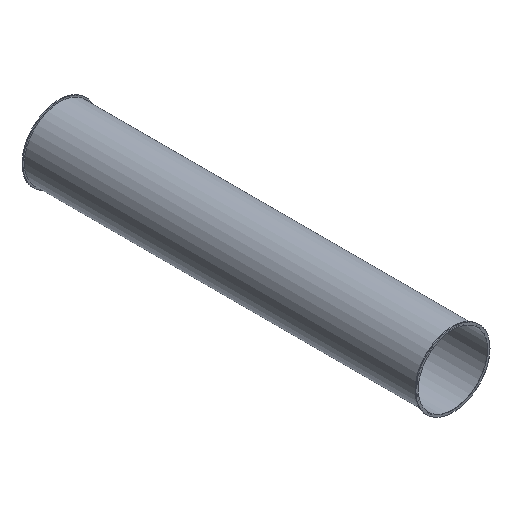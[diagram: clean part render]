
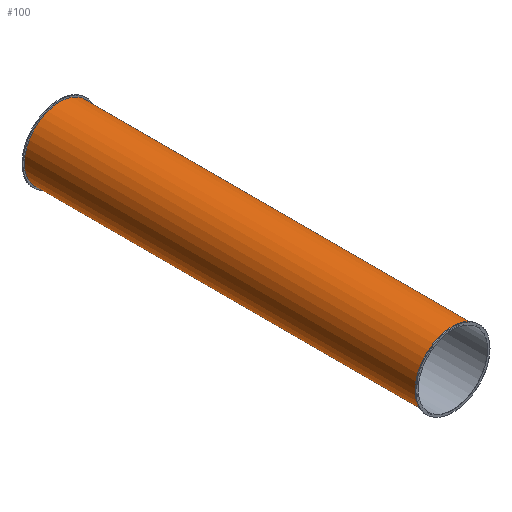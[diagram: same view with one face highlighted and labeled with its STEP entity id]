
A CAD part, isometric view. The second image highlights one B-rep face of the part: STEP entity #100.
In plain terms, the highlighted cylindrical face has radius 89 mm (diameter 178 mm), a full revolution.
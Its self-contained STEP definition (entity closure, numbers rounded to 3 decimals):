
#17=CYLINDRICAL_SURFACE('',#116,89.);
#24=FACE_BOUND('',#46,.T.);
#32=FACE_OUTER_BOUND('',#45,.T.);
#45=EDGE_LOOP('',(#85));
#46=EDGE_LOOP('',(#86));
#56=CIRCLE('',#115,89.);
#57=CIRCLE('',#117,89.);
#64=VERTEX_POINT('',#171);
#65=VERTEX_POINT('',#174);
#72=EDGE_CURVE('',#64,#64,#56,.T.);
#73=EDGE_CURVE('',#65,#65,#57,.T.);
#85=ORIENTED_EDGE('',*,*,#72,.T.);
#86=ORIENTED_EDGE('',*,*,#73,.F.);
#100=ADVANCED_FACE('',(#32,#24),#17,.T.);
#115=AXIS2_PLACEMENT_3D('',#172,#143,#144);
#116=AXIS2_PLACEMENT_3D('',#173,#145,#146);
#117=AXIS2_PLACEMENT_3D('',#175,#147,#148);
#143=DIRECTION('center_axis',(0.,1.,0.));
#144=DIRECTION('ref_axis',(1.,0.,0.));
#145=DIRECTION('center_axis',(0.,1.,0.));
#146=DIRECTION('ref_axis',(-1.,0.,0.));
#147=DIRECTION('center_axis',(0.,1.,0.));
#148=DIRECTION('ref_axis',(1.,0.,0.));
#171=CARTESIAN_POINT('',(-2.,2.,0.));
#172=CARTESIAN_POINT('Origin',(87.,2.,0.));
#173=CARTESIAN_POINT('Origin',(87.,494.,0.));
#174=CARTESIAN_POINT('',(-2.,986.,0.));
#175=CARTESIAN_POINT('Origin',(87.,986.,0.));
